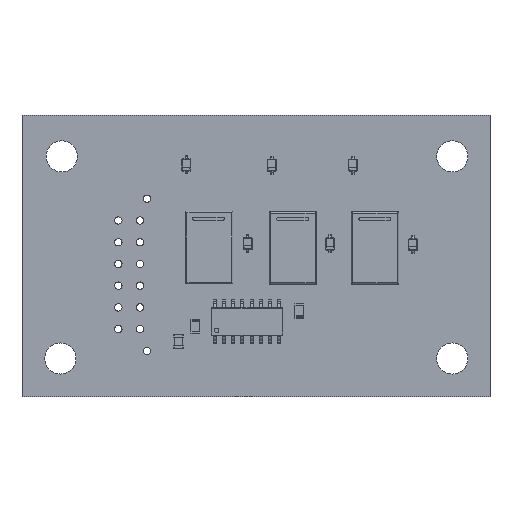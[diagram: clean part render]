
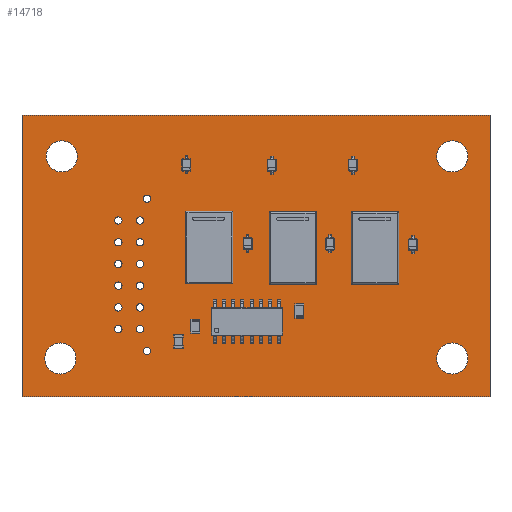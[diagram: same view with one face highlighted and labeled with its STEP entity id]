
A CAD part, top view. The second image highlights one B-rep face of the part: STEP entity #14718.
In plain terms, the highlighted planar face has unit normal (0, 0, 1).
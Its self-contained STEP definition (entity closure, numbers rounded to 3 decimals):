
#14408 = VERTEX_POINT('',#14409);
#14409 = CARTESIAN_POINT('',(179.65,-117.9,1.6));
#14415 = EDGE_CURVE('',#14408,#14416,#14418,.T.);
#14416 = VERTEX_POINT('',#14417);
#14417 = CARTESIAN_POINT('',(115.05,-117.9,1.6));
#14418 = LINE('',#14419,#14420);
#14419 = CARTESIAN_POINT('',(179.65,-117.9,1.6));
#14420 = VECTOR('',#14421,1.);
#14421 = DIRECTION('',(-1.,0.,0.));
#14448 = VERTEX_POINT('',#14449);
#14449 = CARTESIAN_POINT('',(179.65,-79.,1.6));
#14455 = EDGE_CURVE('',#14448,#14408,#14456,.T.);
#14456 = LINE('',#14457,#14458);
#14457 = CARTESIAN_POINT('',(179.65,-79.,1.6));
#14458 = VECTOR('',#14459,1.);
#14459 = DIRECTION('',(0.,-1.,0.));
#14477 = EDGE_CURVE('',#14416,#14478,#14480,.T.);
#14478 = VERTEX_POINT('',#14479);
#14479 = CARTESIAN_POINT('',(115.05,-79.,1.6));
#14480 = LINE('',#14481,#14482);
#14481 = CARTESIAN_POINT('',(115.05,-117.9,1.6));
#14482 = VECTOR('',#14483,1.);
#14483 = DIRECTION('',(0.,1.,0.));
#14718 = ADVANCED_FACE('',(#14719,#14730,#14741,#14752,#14763,#14774,
    #14785,#14796,#14807,#14818,#14829,#14840,#14851,#14862,#14873,
    #14884,#14895,#14906,#14917),#14928,.F.);
#14719 = FACE_BOUND('',#14720,.F.);
#14720 = EDGE_LOOP('',(#14721,#14722,#14723,#14729));
#14721 = ORIENTED_EDGE('',*,*,#14415,.T.);
#14722 = ORIENTED_EDGE('',*,*,#14477,.T.);
#14723 = ORIENTED_EDGE('',*,*,#14724,.T.);
#14724 = EDGE_CURVE('',#14478,#14448,#14725,.T.);
#14725 = LINE('',#14726,#14727);
#14726 = CARTESIAN_POINT('',(115.05,-79.,1.6));
#14727 = VECTOR('',#14728,1.);
#14728 = DIRECTION('',(1.,0.,0.));
#14729 = ORIENTED_EDGE('',*,*,#14455,.T.);
#14730 = FACE_BOUND('',#14731,.F.);
#14731 = EDGE_LOOP('',(#14732));
#14732 = ORIENTED_EDGE('',*,*,#14733,.F.);
#14733 = EDGE_CURVE('',#14734,#14734,#14736,.T.);
#14734 = VERTEX_POINT('',#14735);
#14735 = CARTESIAN_POINT('',(174.45,-114.75,1.6));
#14736 = CIRCLE('',#14737,2.15);
#14737 = AXIS2_PLACEMENT_3D('',#14738,#14739,#14740);
#14738 = CARTESIAN_POINT('',(174.45,-112.6,1.6));
#14739 = DIRECTION('',(-0.,0.,-1.));
#14740 = DIRECTION('',(-0.,-1.,0.));
#14741 = FACE_BOUND('',#14742,.F.);
#14742 = EDGE_LOOP('',(#14743));
#14743 = ORIENTED_EDGE('',*,*,#14744,.F.);
#14744 = EDGE_CURVE('',#14745,#14745,#14747,.T.);
#14745 = VERTEX_POINT('',#14746);
#14746 = CARTESIAN_POINT('',(132.29,-112.06,1.6));
#14747 = CIRCLE('',#14748,0.51);
#14748 = AXIS2_PLACEMENT_3D('',#14749,#14750,#14751);
#14749 = CARTESIAN_POINT('',(132.29,-111.55,1.6));
#14750 = DIRECTION('',(-0.,0.,-1.));
#14751 = DIRECTION('',(0.,-1.,0.));
#14752 = FACE_BOUND('',#14753,.F.);
#14753 = EDGE_LOOP('',(#14754));
#14754 = ORIENTED_EDGE('',*,*,#14755,.F.);
#14755 = EDGE_CURVE('',#14756,#14756,#14758,.T.);
#14756 = VERTEX_POINT('',#14757);
#14757 = CARTESIAN_POINT('',(120.35,-114.75,1.6));
#14758 = CIRCLE('',#14759,2.15);
#14759 = AXIS2_PLACEMENT_3D('',#14760,#14761,#14762);
#14760 = CARTESIAN_POINT('',(120.35,-112.6,1.6));
#14761 = DIRECTION('',(-0.,0.,-1.));
#14762 = DIRECTION('',(-0.,-1.,0.));
#14763 = FACE_BOUND('',#14764,.F.);
#14764 = EDGE_LOOP('',(#14765));
#14765 = ORIENTED_EDGE('',*,*,#14766,.F.);
#14766 = EDGE_CURVE('',#14767,#14767,#14769,.T.);
#14767 = VERTEX_POINT('',#14768);
#14768 = CARTESIAN_POINT('',(131.35,-109.06,1.6));
#14769 = CIRCLE('',#14770,0.51);
#14770 = AXIS2_PLACEMENT_3D('',#14771,#14772,#14773);
#14771 = CARTESIAN_POINT('',(131.35,-108.55,1.6));
#14772 = DIRECTION('',(-0.,0.,-1.));
#14773 = DIRECTION('',(0.,-1.,0.));
#14774 = FACE_BOUND('',#14775,.F.);
#14775 = EDGE_LOOP('',(#14776));
#14776 = ORIENTED_EDGE('',*,*,#14777,.F.);
#14777 = EDGE_CURVE('',#14778,#14778,#14780,.T.);
#14778 = VERTEX_POINT('',#14779);
#14779 = CARTESIAN_POINT('',(128.35,-109.06,1.6));
#14780 = CIRCLE('',#14781,0.51);
#14781 = AXIS2_PLACEMENT_3D('',#14782,#14783,#14784);
#14782 = CARTESIAN_POINT('',(128.35,-108.55,1.6));
#14783 = DIRECTION('',(-0.,0.,-1.));
#14784 = DIRECTION('',(0.,-1.,0.));
#14785 = FACE_BOUND('',#14786,.F.);
#14786 = EDGE_LOOP('',(#14787));
#14787 = ORIENTED_EDGE('',*,*,#14788,.F.);
#14788 = EDGE_CURVE('',#14789,#14789,#14791,.T.);
#14789 = VERTEX_POINT('',#14790);
#14790 = CARTESIAN_POINT('',(131.35,-106.06,1.6));
#14791 = CIRCLE('',#14792,0.51);
#14792 = AXIS2_PLACEMENT_3D('',#14793,#14794,#14795);
#14793 = CARTESIAN_POINT('',(131.35,-105.55,1.6));
#14794 = DIRECTION('',(-0.,0.,-1.));
#14795 = DIRECTION('',(0.,-1.,0.));
#14796 = FACE_BOUND('',#14797,.F.);
#14797 = EDGE_LOOP('',(#14798));
#14798 = ORIENTED_EDGE('',*,*,#14799,.F.);
#14799 = EDGE_CURVE('',#14800,#14800,#14802,.T.);
#14800 = VERTEX_POINT('',#14801);
#14801 = CARTESIAN_POINT('',(128.35,-106.06,1.6));
#14802 = CIRCLE('',#14803,0.51);
#14803 = AXIS2_PLACEMENT_3D('',#14804,#14805,#14806);
#14804 = CARTESIAN_POINT('',(128.35,-105.55,1.6));
#14805 = DIRECTION('',(-0.,0.,-1.));
#14806 = DIRECTION('',(0.,-1.,0.));
#14807 = FACE_BOUND('',#14808,.F.);
#14808 = EDGE_LOOP('',(#14809));
#14809 = ORIENTED_EDGE('',*,*,#14810,.F.);
#14810 = EDGE_CURVE('',#14811,#14811,#14813,.T.);
#14811 = VERTEX_POINT('',#14812);
#14812 = CARTESIAN_POINT('',(131.35,-103.06,1.6));
#14813 = CIRCLE('',#14814,0.51);
#14814 = AXIS2_PLACEMENT_3D('',#14815,#14816,#14817);
#14815 = CARTESIAN_POINT('',(131.35,-102.55,1.6));
#14816 = DIRECTION('',(-0.,0.,-1.));
#14817 = DIRECTION('',(0.,-1.,0.));
#14818 = FACE_BOUND('',#14819,.F.);
#14819 = EDGE_LOOP('',(#14820));
#14820 = ORIENTED_EDGE('',*,*,#14821,.F.);
#14821 = EDGE_CURVE('',#14822,#14822,#14824,.T.);
#14822 = VERTEX_POINT('',#14823);
#14823 = CARTESIAN_POINT('',(128.35,-103.06,1.6));
#14824 = CIRCLE('',#14825,0.51);
#14825 = AXIS2_PLACEMENT_3D('',#14826,#14827,#14828);
#14826 = CARTESIAN_POINT('',(128.35,-102.55,1.6));
#14827 = DIRECTION('',(-0.,0.,-1.));
#14828 = DIRECTION('',(0.,-1.,0.));
#14829 = FACE_BOUND('',#14830,.F.);
#14830 = EDGE_LOOP('',(#14831));
#14831 = ORIENTED_EDGE('',*,*,#14832,.F.);
#14832 = EDGE_CURVE('',#14833,#14833,#14835,.T.);
#14833 = VERTEX_POINT('',#14834);
#14834 = CARTESIAN_POINT('',(131.35,-100.06,1.6));
#14835 = CIRCLE('',#14836,0.51);
#14836 = AXIS2_PLACEMENT_3D('',#14837,#14838,#14839);
#14837 = CARTESIAN_POINT('',(131.35,-99.55,1.6));
#14838 = DIRECTION('',(-0.,0.,-1.));
#14839 = DIRECTION('',(0.,-1.,0.));
#14840 = FACE_BOUND('',#14841,.F.);
#14841 = EDGE_LOOP('',(#14842));
#14842 = ORIENTED_EDGE('',*,*,#14843,.F.);
#14843 = EDGE_CURVE('',#14844,#14844,#14846,.T.);
#14844 = VERTEX_POINT('',#14845);
#14845 = CARTESIAN_POINT('',(128.35,-100.06,1.6));
#14846 = CIRCLE('',#14847,0.51);
#14847 = AXIS2_PLACEMENT_3D('',#14848,#14849,#14850);
#14848 = CARTESIAN_POINT('',(128.35,-99.55,1.6));
#14849 = DIRECTION('',(-0.,0.,-1.));
#14850 = DIRECTION('',(0.,-1.,0.));
#14851 = FACE_BOUND('',#14852,.F.);
#14852 = EDGE_LOOP('',(#14853));
#14853 = ORIENTED_EDGE('',*,*,#14854,.F.);
#14854 = EDGE_CURVE('',#14855,#14855,#14857,.T.);
#14855 = VERTEX_POINT('',#14856);
#14856 = CARTESIAN_POINT('',(174.45,-86.85,1.6));
#14857 = CIRCLE('',#14858,2.15);
#14858 = AXIS2_PLACEMENT_3D('',#14859,#14860,#14861);
#14859 = CARTESIAN_POINT('',(174.45,-84.7,1.6));
#14860 = DIRECTION('',(-0.,0.,-1.));
#14861 = DIRECTION('',(-0.,-1.,0.));
#14862 = FACE_BOUND('',#14863,.F.);
#14863 = EDGE_LOOP('',(#14864));
#14864 = ORIENTED_EDGE('',*,*,#14865,.F.);
#14865 = EDGE_CURVE('',#14866,#14866,#14868,.T.);
#14866 = VERTEX_POINT('',#14867);
#14867 = CARTESIAN_POINT('',(131.35,-97.06,1.6));
#14868 = CIRCLE('',#14869,0.51);
#14869 = AXIS2_PLACEMENT_3D('',#14870,#14871,#14872);
#14870 = CARTESIAN_POINT('',(131.35,-96.55,1.6));
#14871 = DIRECTION('',(-0.,0.,-1.));
#14872 = DIRECTION('',(0.,-1.,0.));
#14873 = FACE_BOUND('',#14874,.F.);
#14874 = EDGE_LOOP('',(#14875));
#14875 = ORIENTED_EDGE('',*,*,#14876,.F.);
#14876 = EDGE_CURVE('',#14877,#14877,#14879,.T.);
#14877 = VERTEX_POINT('',#14878);
#14878 = CARTESIAN_POINT('',(128.35,-97.06,1.6));
#14879 = CIRCLE('',#14880,0.51);
#14880 = AXIS2_PLACEMENT_3D('',#14881,#14882,#14883);
#14881 = CARTESIAN_POINT('',(128.35,-96.55,1.6));
#14882 = DIRECTION('',(-0.,0.,-1.));
#14883 = DIRECTION('',(0.,-1.,0.));
#14884 = FACE_BOUND('',#14885,.F.);
#14885 = EDGE_LOOP('',(#14886));
#14886 = ORIENTED_EDGE('',*,*,#14887,.F.);
#14887 = EDGE_CURVE('',#14888,#14888,#14890,.T.);
#14888 = VERTEX_POINT('',#14889);
#14889 = CARTESIAN_POINT('',(131.35,-94.06,1.6));
#14890 = CIRCLE('',#14891,0.51);
#14891 = AXIS2_PLACEMENT_3D('',#14892,#14893,#14894);
#14892 = CARTESIAN_POINT('',(131.35,-93.55,1.6));
#14893 = DIRECTION('',(-0.,0.,-1.));
#14894 = DIRECTION('',(0.,-1.,0.));
#14895 = FACE_BOUND('',#14896,.F.);
#14896 = EDGE_LOOP('',(#14897));
#14897 = ORIENTED_EDGE('',*,*,#14898,.F.);
#14898 = EDGE_CURVE('',#14899,#14899,#14901,.T.);
#14899 = VERTEX_POINT('',#14900);
#14900 = CARTESIAN_POINT('',(128.35,-94.06,1.6));
#14901 = CIRCLE('',#14902,0.51);
#14902 = AXIS2_PLACEMENT_3D('',#14903,#14904,#14905);
#14903 = CARTESIAN_POINT('',(128.35,-93.55,1.6));
#14904 = DIRECTION('',(-0.,0.,-1.));
#14905 = DIRECTION('',(0.,-1.,0.));
#14906 = FACE_BOUND('',#14907,.F.);
#14907 = EDGE_LOOP('',(#14908));
#14908 = ORIENTED_EDGE('',*,*,#14909,.F.);
#14909 = EDGE_CURVE('',#14910,#14910,#14912,.T.);
#14910 = VERTEX_POINT('',#14911);
#14911 = CARTESIAN_POINT('',(132.29,-91.06,1.6));
#14912 = CIRCLE('',#14913,0.51);
#14913 = AXIS2_PLACEMENT_3D('',#14914,#14915,#14916);
#14914 = CARTESIAN_POINT('',(132.29,-90.55,1.6));
#14915 = DIRECTION('',(-0.,0.,-1.));
#14916 = DIRECTION('',(0.,-1.,0.));
#14917 = FACE_BOUND('',#14918,.F.);
#14918 = EDGE_LOOP('',(#14919));
#14919 = ORIENTED_EDGE('',*,*,#14920,.F.);
#14920 = EDGE_CURVE('',#14921,#14921,#14923,.T.);
#14921 = VERTEX_POINT('',#14922);
#14922 = CARTESIAN_POINT('',(120.55,-86.85,1.6));
#14923 = CIRCLE('',#14924,2.15);
#14924 = AXIS2_PLACEMENT_3D('',#14925,#14926,#14927);
#14925 = CARTESIAN_POINT('',(120.55,-84.7,1.6));
#14926 = DIRECTION('',(-0.,0.,-1.));
#14927 = DIRECTION('',(0.,-1.,0.));
#14928 = PLANE('',#14929);
#14929 = AXIS2_PLACEMENT_3D('',#14930,#14931,#14932);
#14930 = CARTESIAN_POINT('',(147.35,-98.45,1.6));
#14931 = DIRECTION('',(-0.,-0.,-1.));
#14932 = DIRECTION('',(-1.,0.,0.));
